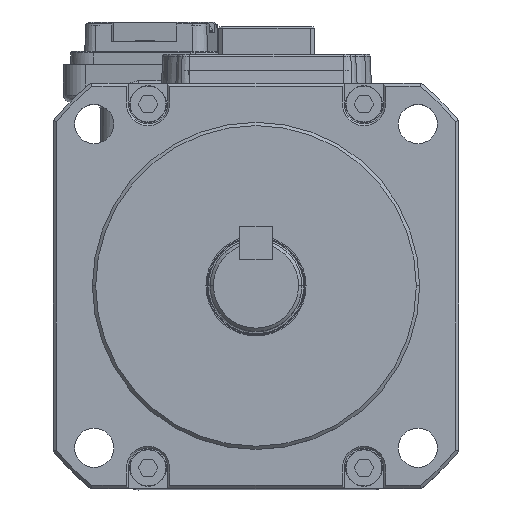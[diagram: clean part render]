
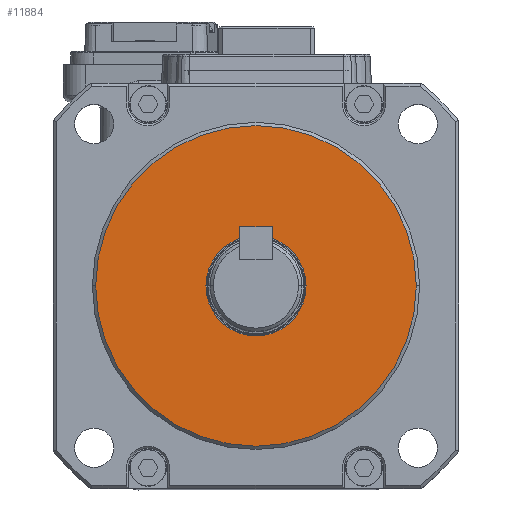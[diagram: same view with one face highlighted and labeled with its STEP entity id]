
A CAD part, top view. The second image highlights one B-rep face of the part: STEP entity #11884.
In plain terms, the highlighted planar face has unit normal (0, 0, 1).
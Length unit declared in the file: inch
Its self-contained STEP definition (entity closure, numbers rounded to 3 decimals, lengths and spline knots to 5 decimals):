
#4811 = DIRECTION ( 'NONE',  ( -1., 0., 0. ) ) ;
#4852 = EDGE_LOOP ( 'NONE', ( #26035, #42036 ) ) ;
#5291 = VERTEX_POINT ( 'NONE', #13576 ) ;
#5663 = EDGE_CURVE ( 'NONE', #22639, #16024, #43017, .T. ) ;
#6554 = FACE_BOUND ( 'NONE', #11075, .T. ) ;
#9603 = DIRECTION ( 'NONE',  ( -1., 0., 0. ) ) ;
#11075 = EDGE_LOOP ( 'NONE', ( #57813, #30367 ) ) ;
#11273 = AXIS2_PLACEMENT_3D ( 'NONE', #17778, #38708, #23879 ) ;
#11884 = ADVANCED_FACE ( 'NONE', ( #6554, #20429 ), #16561, .T. ) ;
#13183 = DIRECTION ( 'NONE',  ( -1., 0., 0. ) ) ;
#13576 = CARTESIAN_POINT ( 'NONE',  ( -0.96457, 0., 1.77165 ) ) ;
#15266 = CARTESIAN_POINT ( 'NONE',  ( 0., 0., 1.77165 ) ) ;
#16024 = VERTEX_POINT ( 'NONE', #28006 ) ;
#16561 = PLANE ( 'NONE',  #34276 ) ;
#17352 = CARTESIAN_POINT ( 'NONE',  ( 0.30118, 0., 1.77165 ) ) ;
#17778 = CARTESIAN_POINT ( 'NONE',  ( 0., 0., 1.77165 ) ) ;
#19343 = DIRECTION ( 'NONE',  ( 0., 0., -1. ) ) ;
#19613 = CARTESIAN_POINT ( 'NONE',  ( 0., 0., 1.77165 ) ) ;
#19615 = CARTESIAN_POINT ( 'NONE',  ( 0., 0., 1.77165 ) ) ;
#20429 = FACE_OUTER_BOUND ( 'NONE', #4852, .T. ) ;
#21408 = DIRECTION ( 'NONE',  ( 1., 0., 0. ) ) ;
#22639 = VERTEX_POINT ( 'NONE', #17352 ) ;
#23879 = DIRECTION ( 'NONE',  ( -1., 0., 0. ) ) ;
#24634 = EDGE_CURVE ( 'NONE', #5291, #36919, #27779, .T. ) ;
#24784 = EDGE_CURVE ( 'NONE', #16024, #22639, #60791, .T. ) ;
#26035 = ORIENTED_EDGE ( 'NONE', *, *, #27623, .F. ) ;
#27623 = EDGE_CURVE ( 'NONE', #36919, #5291, #40390, .T. ) ;
#27779 = CIRCLE ( 'NONE', #11273, 0.96457 ) ;
#28006 = CARTESIAN_POINT ( 'NONE',  ( -0.30118, 0., 1.77165 ) ) ;
#30367 = ORIENTED_EDGE ( 'NONE', *, *, #24784, .T. ) ;
#31670 = AXIS2_PLACEMENT_3D ( 'NONE', #19613, #39297, #13183 ) ;
#34276 = AXIS2_PLACEMENT_3D ( 'NONE', #15266, #45945, #21408 ) ;
#36919 = VERTEX_POINT ( 'NONE', #57738 ) ;
#38708 = DIRECTION ( 'NONE',  ( 0., 0., -1. ) ) ;
#39297 = DIRECTION ( 'NONE',  ( 0., 0., -1. ) ) ;
#40390 = CIRCLE ( 'NONE', #55897, 0.96457 ) ;
#42036 = ORIENTED_EDGE ( 'NONE', *, *, #24634, .F. ) ;
#43017 = CIRCLE ( 'NONE', #31670, 0.30118 ) ;
#45945 = DIRECTION ( 'NONE',  ( 0., 0., 1. ) ) ;
#49325 = DIRECTION ( 'NONE',  ( 0., 0., -1. ) ) ;
#53907 = CARTESIAN_POINT ( 'NONE',  ( 0., 0., 1.77165 ) ) ;
#55897 = AXIS2_PLACEMENT_3D ( 'NONE', #19615, #49325, #9603 ) ;
#57738 = CARTESIAN_POINT ( 'NONE',  ( 0.96457, 0., 1.77165 ) ) ;
#57813 = ORIENTED_EDGE ( 'NONE', *, *, #5663, .T. ) ;
#60791 = CIRCLE ( 'NONE', #61803, 0.30118 ) ;
#61803 = AXIS2_PLACEMENT_3D ( 'NONE', #53907, #19343, #4811 ) ;
